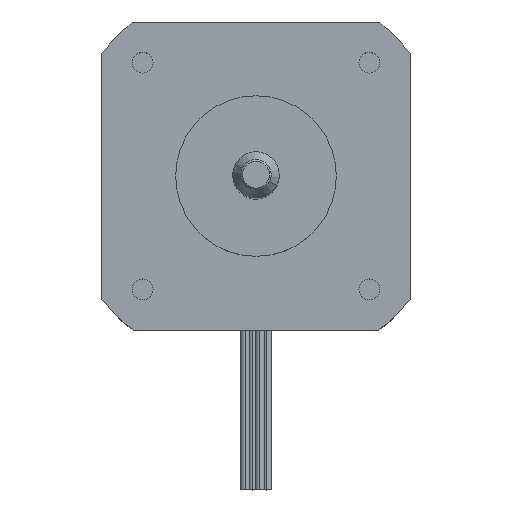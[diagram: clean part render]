
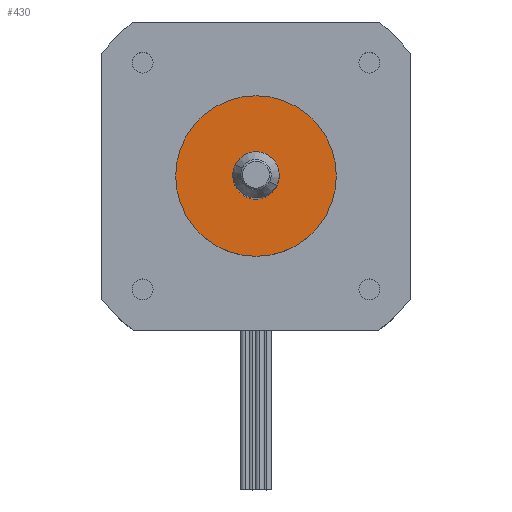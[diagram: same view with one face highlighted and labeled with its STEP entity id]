
A CAD part, top view. The second image highlights one B-rep face of the part: STEP entity #430.
In plain terms, the highlighted planar face has unit normal (0, 0, 1).
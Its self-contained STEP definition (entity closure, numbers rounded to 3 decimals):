
#42 = DIRECTION ( 'NONE',  ( 0., 0., -1. ) ) ;
#49 = DIRECTION ( 'NONE',  ( 1., 0., 0. ) ) ;
#58 = CIRCLE ( 'NONE', #303, 10.998 ) ;
#61 = EDGE_CURVE ( 'Defeatured_0_16+Defeatured_0_17+Defeatured_0_17+Defeatured_0_17', #505, #922, #58, .T. ) ;
#148 = FACE_OUTER_BOUND ( 'NONE', #482, .T. ) ;
#155 = DIRECTION ( 'NONE',  ( 1., 0., 0. ) ) ;
#163 = DIRECTION ( 'NONE',  ( 0., 0., -1. ) ) ;
#303 = AXIS2_PLACEMENT_3D ( 'NONE', #821, #939, #450 ) ;
#329 = EDGE_LOOP ( 'NONE', ( #1584, #365 ) ) ;
#365 = ORIENTED_EDGE ( 'NONE', *, *, #1516, .T. ) ;
#398 = AXIS2_PLACEMENT_3D ( 'NONE', #521, #163, #1529 ) ;
#405 = EDGE_CURVE ( 'Defeatured_0_16+Defeatured_0_17+Defeatured_0_17+Defeatured_0_17', #922, #505, #1124, .T. ) ;
#430 = ADVANCED_FACE ( 'Defeatured_0_16', ( #1045, #148 ), #887, .T. ) ;
#434 = EDGE_CURVE ( 'Defeatured_0_16+Defeatured_0_3+Defeatured_0_3+Defeatured_0_3', #1528, #926, #1490, .T. ) ;
#450 = DIRECTION ( 'NONE',  ( 1., 0., 0. ) ) ;
#482 = EDGE_LOOP ( 'NONE', ( #561, #1091 ) ) ;
#505 = VERTEX_POINT ( 'NONE', #1159 ) ;
#521 = CARTESIAN_POINT ( 'NONE',  ( 0., 0., 2.286 ) ) ;
#522 = DIRECTION ( 'NONE',  ( 0., 0., 1. ) ) ;
#529 = CARTESIAN_POINT ( 'NONE',  ( 0., 0., 2.286 ) ) ;
#536 = CARTESIAN_POINT ( 'NONE',  ( -2.846, 1.408, 2.286 ) ) ;
#561 = ORIENTED_EDGE ( 'NONE', *, *, #61, .T. ) ;
#638 = CARTESIAN_POINT ( 'NONE',  ( 10.998, 0., 2.286 ) ) ;
#768 = DIRECTION ( 'NONE',  ( 0., 0., 1. ) ) ;
#821 = CARTESIAN_POINT ( 'NONE',  ( 0., 0., 2.286 ) ) ;
#887 = PLANE ( 'NONE',  #1025 ) ;
#922 = VERTEX_POINT ( 'NONE', #638 ) ;
#926 = VERTEX_POINT ( 'NONE', #1017 ) ;
#930 = AXIS2_PLACEMENT_3D ( 'NONE', #1502, #42, #155 ) ;
#939 = DIRECTION ( 'NONE',  ( 0., 0., 1. ) ) ;
#1017 = CARTESIAN_POINT ( 'NONE',  ( 2.846, -1.408, 2.286 ) ) ;
#1025 = AXIS2_PLACEMENT_3D ( 'NONE', #529, #768, #49 ) ;
#1045 = FACE_BOUND ( 'NONE', #329, .T. ) ;
#1091 = ORIENTED_EDGE ( 'NONE', *, *, #405, .T. ) ;
#1124 = CIRCLE ( 'NONE', #1542, 10.998 ) ;
#1133 = DIRECTION ( 'NONE',  ( 1., 0., 0. ) ) ;
#1159 = CARTESIAN_POINT ( 'NONE',  ( -10.998, 0., 2.286 ) ) ;
#1490 = CIRCLE ( 'NONE', #930, 3.175 ) ;
#1502 = CARTESIAN_POINT ( 'NONE',  ( 0., 0., 2.286 ) ) ;
#1516 = EDGE_CURVE ( 'Defeatured_0_16+Defeatured_0_3+Defeatured_0_3+Defeatured_0_3', #926, #1528, #1556, .T. ) ;
#1518 = CARTESIAN_POINT ( 'NONE',  ( 0., 0., 2.286 ) ) ;
#1528 = VERTEX_POINT ( 'NONE', #536 ) ;
#1529 = DIRECTION ( 'NONE',  ( 1., 0., 0. ) ) ;
#1542 = AXIS2_PLACEMENT_3D ( 'NONE', #1518, #522, #1133 ) ;
#1556 = CIRCLE ( 'NONE', #398, 3.175 ) ;
#1584 = ORIENTED_EDGE ( 'NONE', *, *, #434, .T. ) ;
